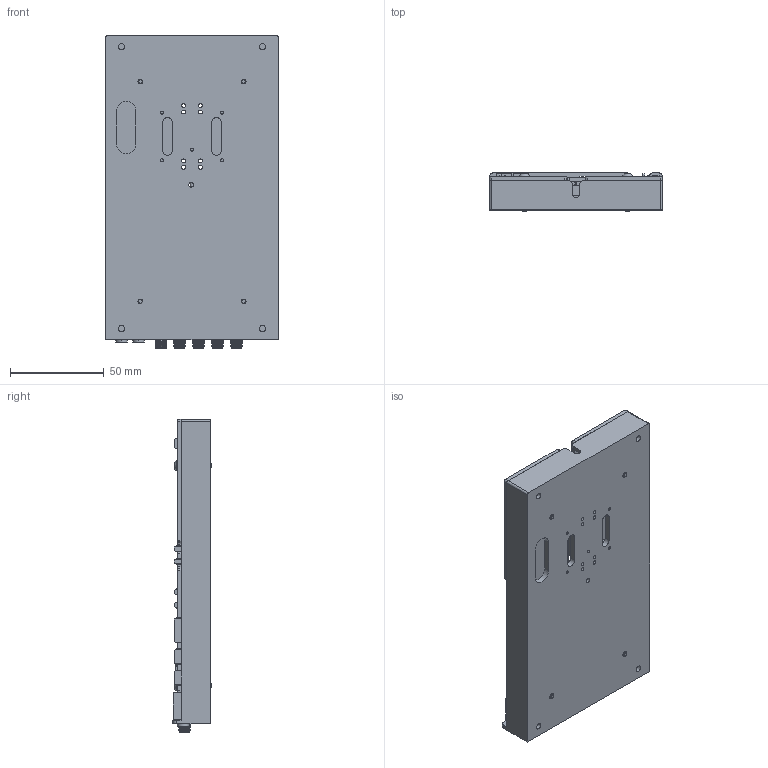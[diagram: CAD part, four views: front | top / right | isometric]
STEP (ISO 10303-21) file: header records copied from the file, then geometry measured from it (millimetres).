
FILE_DESCRIPTION (( 'STEP AP203' ), '1' );
FILE_NAME ('Shaper-Butterfly.STEP', '2023-07-10T14:24:06', ( '' ), ( '' ), 'SwSTEP 2.0', 'SolidWorks 2021', '' );
FILE_SCHEMA (( 'CONFIG_CONTROL_DESIGN' ));
Products named in the file (1): Shaper-Butterfly
Bounding box: 92 x 20.4 x 166.6 mm (x, y, z)
Surface area: 97791.3 mm2 (no closed solid volume)
Topology: 0 solids, 123 shells, 1159 faces, 3960 edges, 2882 vertices
Faces by surface type: plane 764, cylinder 238, cone 142, bspline 7, torus 4, sphere 4
Full cylindrical faces by diameter (mm): 1.4 x1, 1.6 x5, 1.8 x1, 2.015 x1, 2.05 x8, 2.2 x1, 2.5 x4, 2.54 x4, 3.004 x1, 3.3 x4, 3.5 x1, 4 x4, 4.068 x1, 5.7 x4, 7 x2, 8.5 x5, 10 x1
Entity records: 47813 total; most frequent: CARTESIAN_POINT 14047, DIRECTION 6805, ORIENTED_EDGE 6125, EDGE_CURVE 3891, VECTOR 2893, LINE 2893, VERTEX_POINT 2872, AXIS2_PLACEMENT_3D 1956
